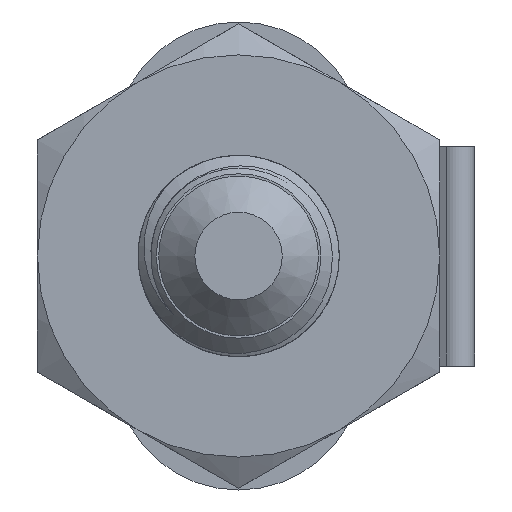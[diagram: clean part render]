
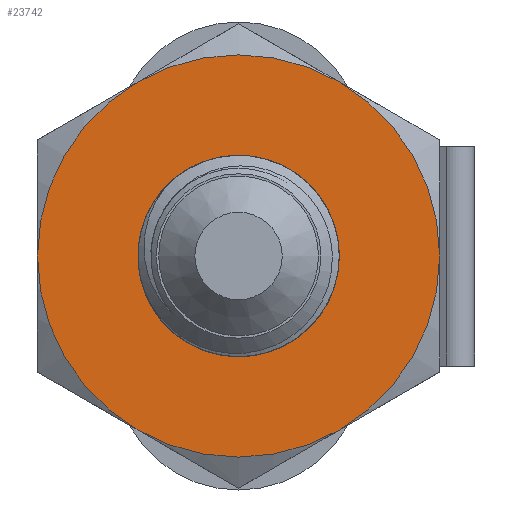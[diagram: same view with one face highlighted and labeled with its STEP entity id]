
A CAD part, left-side view. The second image highlights one B-rep face of the part: STEP entity #23742.
In plain terms, the highlighted planar face has unit normal (-1, 0, 0).
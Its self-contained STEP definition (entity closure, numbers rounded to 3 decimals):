
#513=PLANE('',#24951);
#1194=FACE_BOUND('',#3066,.T.);
#1675=FACE_OUTER_BOUND('',#3065,.T.);
#3065=EDGE_LOOP('',(#17629,#17630,#17631,#17632,#17633,#17634));
#3066=EDGE_LOOP('',(#17635));
#4203=CIRCLE('',#24913,11.);
#4204=CIRCLE('',#24915,11.);
#4205=CIRCLE('',#24917,11.);
#4206=CIRCLE('',#24919,11.);
#4207=CIRCLE('',#24921,11.);
#4208=CIRCLE('',#24923,11.);
#4216=CIRCLE('',#24950,4.5);
#10421=VERTEX_POINT('',#40842);
#10422=VERTEX_POINT('',#40846);
#10424=VERTEX_POINT('',#40853);
#10426=VERTEX_POINT('',#40863);
#10428=VERTEX_POINT('',#40876);
#10430=VERTEX_POINT('',#40886);
#10441=VERTEX_POINT('',#41851);
#13068=EDGE_CURVE('',#10421,#10422,#4203,.T.);
#13071=EDGE_CURVE('',#10424,#10421,#4204,.T.);
#13074=EDGE_CURVE('',#10426,#10424,#4205,.T.);
#13076=EDGE_CURVE('',#10428,#10426,#4206,.T.);
#13079=EDGE_CURVE('',#10430,#10428,#4207,.T.);
#13082=EDGE_CURVE('',#10422,#10430,#4208,.T.);
#13110=EDGE_CURVE('',#10441,#10441,#4216,.T.);
#17629=ORIENTED_EDGE('',*,*,#13082,.T.);
#17630=ORIENTED_EDGE('',*,*,#13079,.T.);
#17631=ORIENTED_EDGE('',*,*,#13076,.T.);
#17632=ORIENTED_EDGE('',*,*,#13074,.T.);
#17633=ORIENTED_EDGE('',*,*,#13071,.T.);
#17634=ORIENTED_EDGE('',*,*,#13068,.T.);
#17635=ORIENTED_EDGE('',*,*,#13110,.T.);
#23742=ADVANCED_FACE('',(#1675,#1194),#513,.T.);
#24913=AXIS2_PLACEMENT_3D('',#40850,#27084,#27085);
#24915=AXIS2_PLACEMENT_3D('',#40860,#27088,#27089);
#24917=AXIS2_PLACEMENT_3D('',#40870,#27092,#27093);
#24919=AXIS2_PLACEMENT_3D('',#40877,#27096,#27097);
#24921=AXIS2_PLACEMENT_3D('',#40887,#27100,#27101);
#24923=AXIS2_PLACEMENT_3D('',#40896,#27104,#27105);
#24950=AXIS2_PLACEMENT_3D('',#41852,#27170,#27171);
#24951=AXIS2_PLACEMENT_3D('',#41854,#27173,#27174);
#27084=DIRECTION('center_axis',(-1.,0.,0.));
#27085=DIRECTION('ref_axis',(0.,1.,0.));
#27088=DIRECTION('center_axis',(-1.,0.,0.));
#27089=DIRECTION('ref_axis',(0.,1.,0.));
#27092=DIRECTION('center_axis',(-1.,0.,0.));
#27093=DIRECTION('ref_axis',(0.,1.,0.));
#27096=DIRECTION('center_axis',(-1.,0.,0.));
#27097=DIRECTION('ref_axis',(0.,1.,0.));
#27100=DIRECTION('center_axis',(-1.,0.,0.));
#27101=DIRECTION('ref_axis',(0.,1.,0.));
#27104=DIRECTION('center_axis',(-1.,0.,0.));
#27105=DIRECTION('ref_axis',(0.,1.,0.));
#27170=DIRECTION('center_axis',(1.,0.,0.));
#27171=DIRECTION('ref_axis',(0.,0.,-1.));
#27173=DIRECTION('center_axis',(-1.,0.,0.));
#27174=DIRECTION('ref_axis',(0.,0.,1.));
#40842=CARTESIAN_POINT('',(-31.4,-11.,0.));
#40846=CARTESIAN_POINT('',(-31.4,-5.5,9.526));
#40850=CARTESIAN_POINT('Origin',(-31.4,0.,
0.));
#40853=CARTESIAN_POINT('',(-31.4,-5.5,-9.526));
#40860=CARTESIAN_POINT('Origin',(-31.4,0.,
0.));
#40863=CARTESIAN_POINT('',(-31.4,5.5,-9.526));
#40870=CARTESIAN_POINT('Origin',(-31.4,0.,
0.));
#40876=CARTESIAN_POINT('',(-31.4,11.,0.));
#40877=CARTESIAN_POINT('Origin',(-31.4,0.,
0.));
#40886=CARTESIAN_POINT('',(-31.4,5.5,9.526));
#40887=CARTESIAN_POINT('Origin',(-31.4,0.,
0.));
#40896=CARTESIAN_POINT('Origin',(-31.4,0.,
0.));
#41851=CARTESIAN_POINT('',(-31.4,-4.5,0.));
#41852=CARTESIAN_POINT('Origin',(-31.4,0.,
0.));
#41854=CARTESIAN_POINT('Origin',(-31.4,11.,0.));
